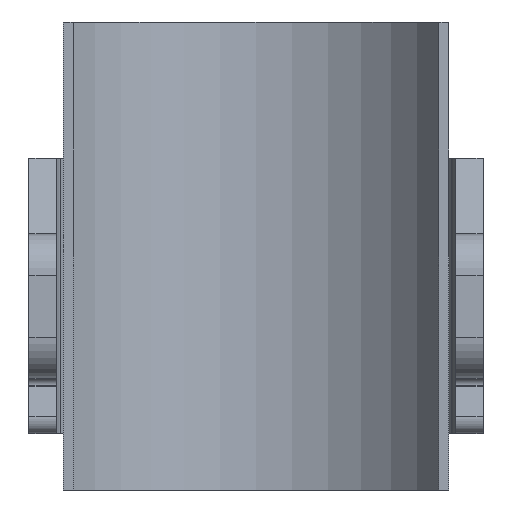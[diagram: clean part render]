
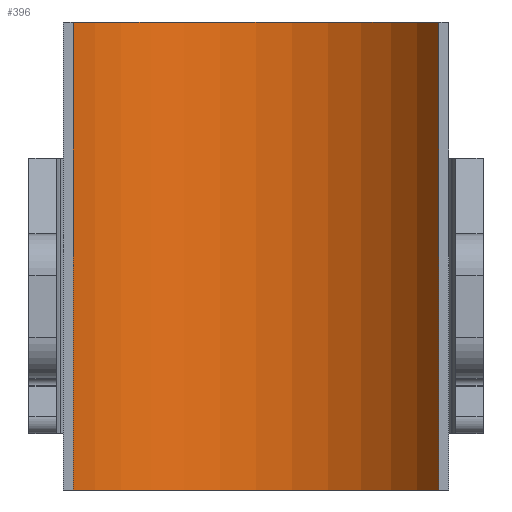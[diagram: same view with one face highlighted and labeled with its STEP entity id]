
A CAD part, front view. The second image highlights one B-rep face of the part: STEP entity #396.
In plain terms, the highlighted cylindrical face has radius 15.5 mm (diameter 31 mm), a partial arc.
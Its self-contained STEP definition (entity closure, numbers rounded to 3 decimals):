
#41 = DIRECTION ( 'NONE',  ( 0., 0., -1. ) ) ;
#74 = VECTOR ( 'NONE', #2184, 1000. ) ;
#139 = ORIENTED_EDGE ( 'NONE', *, *, #1468, .F. ) ;
#215 = CARTESIAN_POINT ( 'NONE',  ( 13.276, -7.5, -17. ) ) ;
#396 = ADVANCED_FACE ( 'NONE', ( #3884 ), #3742, .F. ) ;
#714 = CARTESIAN_POINT ( 'NONE',  ( -13.276, -7.5, -17. ) ) ;
#763 = CARTESIAN_POINT ( 'NONE',  ( 13.276, -7.5, 17. ) ) ;
#891 = ORIENTED_EDGE ( 'NONE', *, *, #5235, .T. ) ;
#1468 = EDGE_CURVE ( 'NONE', #1794, #3938, #1898, .T. ) ;
#1590 = AXIS2_PLACEMENT_3D ( 'NONE', #3388, #3386, #3377 ) ;
#1794 = VERTEX_POINT ( 'NONE', #763 ) ;
#1838 = VECTOR ( 'NONE', #4879, 1000. ) ;
#1898 = LINE ( 'NONE', #4906, #1838 ) ;
#2114 = DIRECTION ( 'NONE',  ( -1., 0., 0. ) ) ;
#2184 = DIRECTION ( 'NONE',  ( 0., 0., -1. ) ) ;
#2215 = CARTESIAN_POINT ( 'NONE',  ( -13.276, -7.5, 17. ) ) ;
#2467 = CIRCLE ( 'NONE', #1590, 15.5 ) ;
#2804 = VERTEX_POINT ( 'NONE', #2946 ) ;
#2946 = CARTESIAN_POINT ( 'NONE',  ( -13.276, -7.5, 17. ) ) ;
#3251 = EDGE_LOOP ( 'NONE', ( #891, #139, #5252, #5913 ) ) ;
#3369 = DIRECTION ( 'NONE',  ( 1., 0., 0. ) ) ;
#3377 = DIRECTION ( 'NONE',  ( 1., 0., 0. ) ) ;
#3379 = DIRECTION ( 'NONE',  ( 0., 0., -1. ) ) ;
#3386 = DIRECTION ( 'NONE',  ( 0., 0., -1. ) ) ;
#3388 = CARTESIAN_POINT ( 'NONE',  ( 0., -15.5, -17. ) ) ;
#3392 = CARTESIAN_POINT ( 'NONE',  ( 0., -15.5, 17. ) ) ;
#3490 = EDGE_CURVE ( 'NONE', #2804, #1794, #3646, .T. ) ;
#3646 = CIRCLE ( 'NONE', #3975, 15.5 ) ;
#3679 = EDGE_CURVE ( 'NONE', #2804, #3860, #6083, .T. ) ;
#3742 = CYLINDRICAL_SURFACE ( 'NONE', #5436, 15.5 ) ;
#3860 = VERTEX_POINT ( 'NONE', #714 ) ;
#3884 = FACE_OUTER_BOUND ( 'NONE', #3251, .T. ) ;
#3926 = CARTESIAN_POINT ( 'NONE',  ( 0., -15.5, 17. ) ) ;
#3938 = VERTEX_POINT ( 'NONE', #215 ) ;
#3975 = AXIS2_PLACEMENT_3D ( 'NONE', #3392, #3379, #3369 ) ;
#4879 = DIRECTION ( 'NONE',  ( 0., 0., -1. ) ) ;
#4906 = CARTESIAN_POINT ( 'NONE',  ( 13.276, -7.5, 17. ) ) ;
#5235 = EDGE_CURVE ( 'NONE', #3860, #3938, #2467, .T. ) ;
#5252 = ORIENTED_EDGE ( 'NONE', *, *, #3490, .F. ) ;
#5436 = AXIS2_PLACEMENT_3D ( 'NONE', #3926, #41, #2114 ) ;
#5913 = ORIENTED_EDGE ( 'NONE', *, *, #3679, .T. ) ;
#6083 = LINE ( 'NONE', #2215, #74 ) ;
